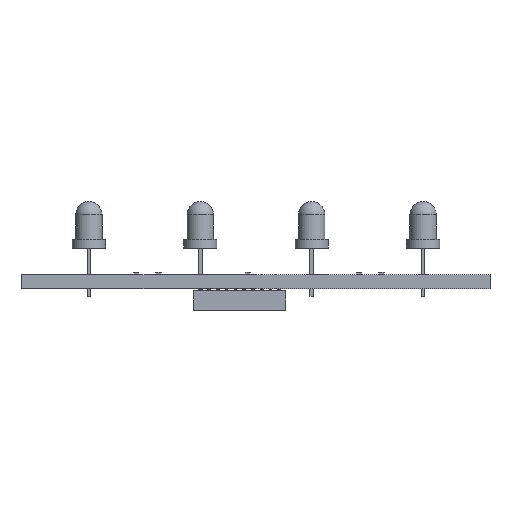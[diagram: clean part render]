
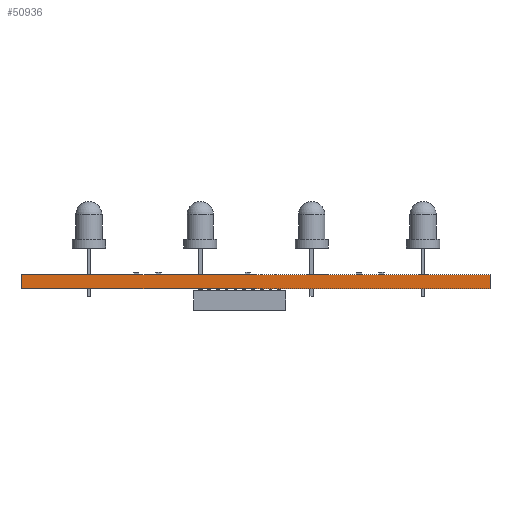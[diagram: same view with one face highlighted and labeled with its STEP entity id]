
A CAD part, front view. The second image highlights one B-rep face of the part: STEP entity #50936.
In plain terms, the highlighted planar face has unit normal (0, -1, 0).
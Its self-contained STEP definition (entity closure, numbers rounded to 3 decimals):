
#50936 = ADVANCED_FACE('',(#50937),#50951,.T.);
#50937 = FACE_BOUND('',#50938,.T.);
#50938 = EDGE_LOOP('',(#50939,#50974,#51002,#51030));
#50939 = ORIENTED_EDGE('',*,*,#50940,.T.);
#50940 = EDGE_CURVE('',#50941,#50943,#50945,.T.);
#50941 = VERTEX_POINT('',#50942);
#50942 = CARTESIAN_POINT('',(167.64,-127.,0.));
#50943 = VERTEX_POINT('',#50944);
#50944 = CARTESIAN_POINT('',(167.64,-127.,1.6));
#50945 = SURFACE_CURVE('',#50946,(#50950,#50962),.PCURVE_S1.);
#50946 = LINE('',#50947,#50948);
#50947 = CARTESIAN_POINT('',(167.64,-127.,0.));
#50948 = VECTOR('',#50949,1.);
#50949 = DIRECTION('',(0.,0.,1.));
#50950 = PCURVE('',#50951,#50956);
#50951 = PLANE('',#50952);
#50952 = AXIS2_PLACEMENT_3D('',#50953,#50954,#50955);
#50953 = CARTESIAN_POINT('',(167.64,-127.,0.));
#50954 = DIRECTION('',(0.,-1.,0.));
#50955 = DIRECTION('',(-1.,0.,0.));
#50956 = DEFINITIONAL_REPRESENTATION('',(#50957),#50961);
#50957 = LINE('',#50958,#50959);
#50958 = CARTESIAN_POINT('',(0.,-0.));
#50959 = VECTOR('',#50960,1.);
#50960 = DIRECTION('',(0.,-1.));
#50961 = ( GEOMETRIC_REPRESENTATION_CONTEXT(2) 
PARAMETRIC_REPRESENTATION_CONTEXT() REPRESENTATION_CONTEXT('2D SPACE',''
  ) );
#50962 = PCURVE('',#50963,#50968);
#50963 = PLANE('',#50964);
#50964 = AXIS2_PLACEMENT_3D('',#50965,#50966,#50967);
#50965 = CARTESIAN_POINT('',(167.64,-66.04,0.));
#50966 = DIRECTION('',(1.,0.,-0.));
#50967 = DIRECTION('',(0.,-1.,0.));
#50968 = DEFINITIONAL_REPRESENTATION('',(#50969),#50973);
#50969 = LINE('',#50970,#50971);
#50970 = CARTESIAN_POINT('',(60.96,0.));
#50971 = VECTOR('',#50972,1.);
#50972 = DIRECTION('',(0.,-1.));
#50973 = ( GEOMETRIC_REPRESENTATION_CONTEXT(2) 
PARAMETRIC_REPRESENTATION_CONTEXT() REPRESENTATION_CONTEXT('2D SPACE',''
  ) );
#50974 = ORIENTED_EDGE('',*,*,#50975,.T.);
#50975 = EDGE_CURVE('',#50943,#50976,#50978,.T.);
#50976 = VERTEX_POINT('',#50977);
#50977 = CARTESIAN_POINT('',(114.3,-127.,1.6));
#50978 = SURFACE_CURVE('',#50979,(#50983,#50990),.PCURVE_S1.);
#50979 = LINE('',#50980,#50981);
#50980 = CARTESIAN_POINT('',(167.64,-127.,1.6));
#50981 = VECTOR('',#50982,1.);
#50982 = DIRECTION('',(-1.,0.,0.));
#50983 = PCURVE('',#50951,#50984);
#50984 = DEFINITIONAL_REPRESENTATION('',(#50985),#50989);
#50985 = LINE('',#50986,#50987);
#50986 = CARTESIAN_POINT('',(0.,-1.6));
#50987 = VECTOR('',#50988,1.);
#50988 = DIRECTION('',(1.,0.));
#50989 = ( GEOMETRIC_REPRESENTATION_CONTEXT(2) 
PARAMETRIC_REPRESENTATION_CONTEXT() REPRESENTATION_CONTEXT('2D SPACE',''
  ) );
#50990 = PCURVE('',#50991,#50996);
#50991 = PLANE('',#50992);
#50992 = AXIS2_PLACEMENT_3D('',#50993,#50994,#50995);
#50993 = CARTESIAN_POINT('',(140.97,-96.52,1.6));
#50994 = DIRECTION('',(-0.,-0.,-1.));
#50995 = DIRECTION('',(-1.,0.,0.));
#50996 = DEFINITIONAL_REPRESENTATION('',(#50997),#51001);
#50997 = LINE('',#50998,#50999);
#50998 = CARTESIAN_POINT('',(-26.67,-30.48));
#50999 = VECTOR('',#51000,1.);
#51000 = DIRECTION('',(1.,0.));
#51001 = ( GEOMETRIC_REPRESENTATION_CONTEXT(2) 
PARAMETRIC_REPRESENTATION_CONTEXT() REPRESENTATION_CONTEXT('2D SPACE',''
  ) );
#51002 = ORIENTED_EDGE('',*,*,#51003,.F.);
#51003 = EDGE_CURVE('',#51004,#50976,#51006,.T.);
#51004 = VERTEX_POINT('',#51005);
#51005 = CARTESIAN_POINT('',(114.3,-127.,0.));
#51006 = SURFACE_CURVE('',#51007,(#51011,#51018),.PCURVE_S1.);
#51007 = LINE('',#51008,#51009);
#51008 = CARTESIAN_POINT('',(114.3,-127.,0.));
#51009 = VECTOR('',#51010,1.);
#51010 = DIRECTION('',(0.,0.,1.));
#51011 = PCURVE('',#50951,#51012);
#51012 = DEFINITIONAL_REPRESENTATION('',(#51013),#51017);
#51013 = LINE('',#51014,#51015);
#51014 = CARTESIAN_POINT('',(53.34,0.));
#51015 = VECTOR('',#51016,1.);
#51016 = DIRECTION('',(0.,-1.));
#51017 = ( GEOMETRIC_REPRESENTATION_CONTEXT(2) 
PARAMETRIC_REPRESENTATION_CONTEXT() REPRESENTATION_CONTEXT('2D SPACE',''
  ) );
#51018 = PCURVE('',#51019,#51024);
#51019 = PLANE('',#51020);
#51020 = AXIS2_PLACEMENT_3D('',#51021,#51022,#51023);
#51021 = CARTESIAN_POINT('',(114.3,-127.,0.));
#51022 = DIRECTION('',(-1.,0.,0.));
#51023 = DIRECTION('',(0.,1.,0.));
#51024 = DEFINITIONAL_REPRESENTATION('',(#51025),#51029);
#51025 = LINE('',#51026,#51027);
#51026 = CARTESIAN_POINT('',(0.,0.));
#51027 = VECTOR('',#51028,1.);
#51028 = DIRECTION('',(0.,-1.));
#51029 = ( GEOMETRIC_REPRESENTATION_CONTEXT(2) 
PARAMETRIC_REPRESENTATION_CONTEXT() REPRESENTATION_CONTEXT('2D SPACE',''
  ) );
#51030 = ORIENTED_EDGE('',*,*,#51031,.F.);
#51031 = EDGE_CURVE('',#50941,#51004,#51032,.T.);
#51032 = SURFACE_CURVE('',#51033,(#51037,#51044),.PCURVE_S1.);
#51033 = LINE('',#51034,#51035);
#51034 = CARTESIAN_POINT('',(167.64,-127.,0.));
#51035 = VECTOR('',#51036,1.);
#51036 = DIRECTION('',(-1.,0.,0.));
#51037 = PCURVE('',#50951,#51038);
#51038 = DEFINITIONAL_REPRESENTATION('',(#51039),#51043);
#51039 = LINE('',#51040,#51041);
#51040 = CARTESIAN_POINT('',(0.,-0.));
#51041 = VECTOR('',#51042,1.);
#51042 = DIRECTION('',(1.,0.));
#51043 = ( GEOMETRIC_REPRESENTATION_CONTEXT(2) 
PARAMETRIC_REPRESENTATION_CONTEXT() REPRESENTATION_CONTEXT('2D SPACE',''
  ) );
#51044 = PCURVE('',#51045,#51050);
#51045 = PLANE('',#51046);
#51046 = AXIS2_PLACEMENT_3D('',#51047,#51048,#51049);
#51047 = CARTESIAN_POINT('',(140.97,-96.52,0.));
#51048 = DIRECTION('',(-0.,-0.,-1.));
#51049 = DIRECTION('',(-1.,0.,0.));
#51050 = DEFINITIONAL_REPRESENTATION('',(#51051),#51055);
#51051 = LINE('',#51052,#51053);
#51052 = CARTESIAN_POINT('',(-26.67,-30.48));
#51053 = VECTOR('',#51054,1.);
#51054 = DIRECTION('',(1.,0.));
#51055 = ( GEOMETRIC_REPRESENTATION_CONTEXT(2) 
PARAMETRIC_REPRESENTATION_CONTEXT() REPRESENTATION_CONTEXT('2D SPACE',''
  ) );
